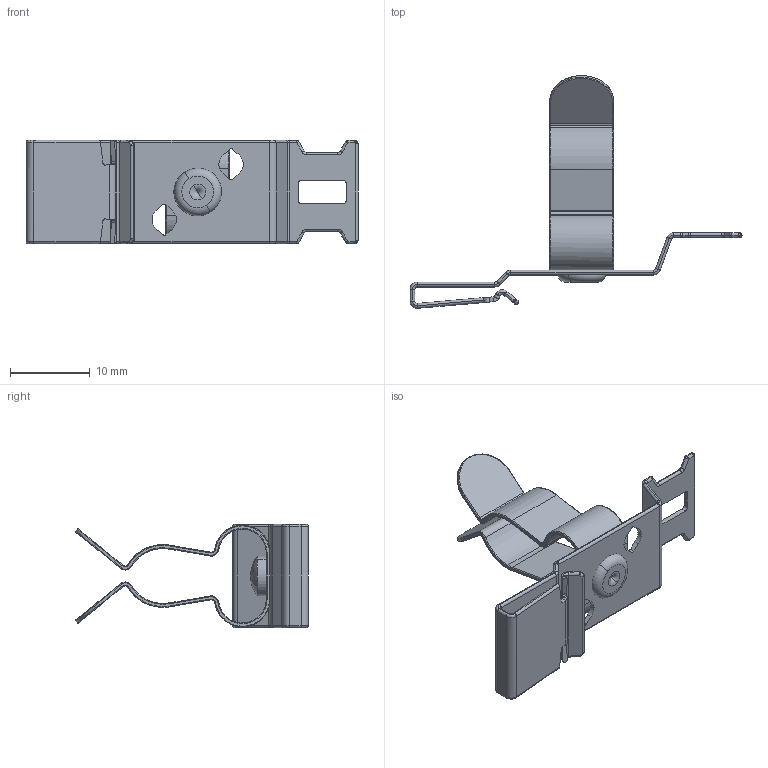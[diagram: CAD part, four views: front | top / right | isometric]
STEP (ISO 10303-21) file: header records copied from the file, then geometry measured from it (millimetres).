
FILE_DESCRIPTION (( 'STEP AP214' ), '1' );
FILE_NAME ('1025-155.STEP', '2024-03-21T11:30:06', ( '' ), ( '' ), 'SwSTEP 2.0', 'SolidWorks 2022', '' );
FILE_SCHEMA (( 'AUTOMOTIVE_DESIGN' ));
Length unit declared in the file: millimetre
Products named in the file (4): 3x1,5_1mm Blechstärke; 1025-155; 1025-005; 1010-005.
Assembly tree (3 placements, depth 2):
  1025-155
    1025-005
    3x1,5_1mm Blechstärke
    1010-005.
Bounding box: 41.75 x 29.24 x 13 mm (x, y, z)
Volume: 750.8 mm3; surface area: 2761.2 mm2
Topology: 3 solids, 3 shells, 354 faces, 828 edges, 469 vertices
Faces by surface type: cylinder 168, plane 59, bspline 58, torus 42, sphere 27
Entity records: 12059 total; most frequent: CARTESIAN_POINT 3299, DIRECTION 1760, ORIENTED_EDGE 1628, EDGE_CURVE 814, AXIS2_PLACEMENT_3D 720, VERTEX_POINT 469, CIRCLE 418, EDGE_LOOP 367
